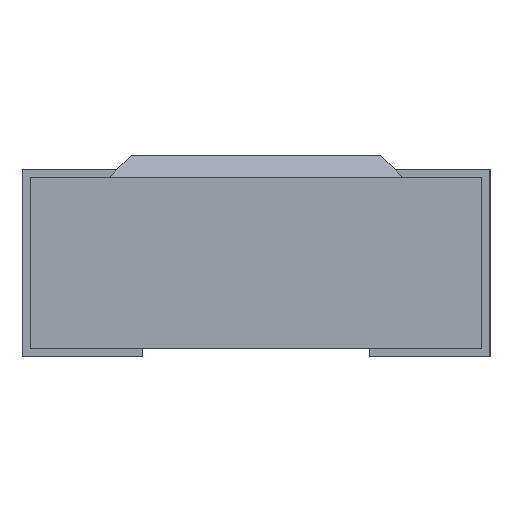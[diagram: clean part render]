
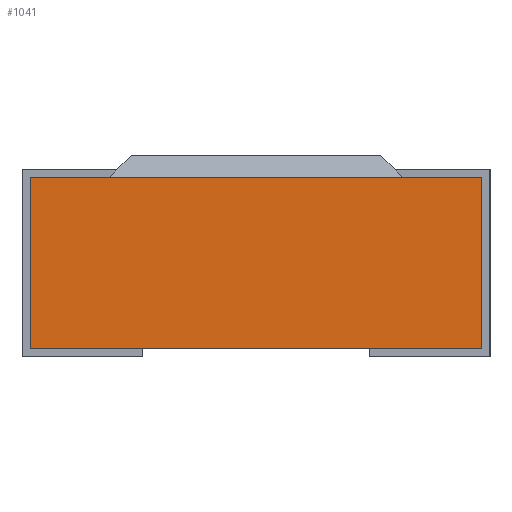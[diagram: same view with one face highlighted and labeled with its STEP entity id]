
A CAD part, left-side view. The second image highlights one B-rep face of the part: STEP entity #1041.
In plain terms, the highlighted planar face has unit normal (-1, 0, 0).
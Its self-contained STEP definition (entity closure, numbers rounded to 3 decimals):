
#1041=ADVANCED_FACE('',(#3369),#3371,.T.);
#3369=FACE_BOUND('',#3370,.T.);
#3370=EDGE_LOOP('',(#5167,#5168,#5169,#5170));
#3371=PLANE('',#3372);
#3372=AXIS2_PLACEMENT_3D('',#3373,#3374,#3375);
#3373=CARTESIAN_POINT('',(-0.475,0.005,0.03));
#3374=DIRECTION('',(-1.,0.,0.));
#3375=DIRECTION('',(0.,0.,1.));
#5167=ORIENTED_EDGE('',*,*,#6384,.T.);
#5168=ORIENTED_EDGE('',*,*,#6347,.T.);
#5169=ORIENTED_EDGE('',*,*,#6385,.F.);
#5170=ORIENTED_EDGE('',*,*,#6283,.F.);
#6283=EDGE_CURVE('',#7142,#7144,#7145,.T.);
#6347=EDGE_CURVE('',#7272,#7270,#7273,.T.);
#6384=EDGE_CURVE('',#7142,#7272,#7312,.T.);
#6385=EDGE_CURVE('',#7144,#7270,#7313,.T.);
#7142=VERTEX_POINT('',#8806);
#7144=VERTEX_POINT('',#8810);
#7145=LINE('',#8811,#8812);
#7270=VERTEX_POINT('',#9091);
#7272=VERTEX_POINT('',#9095);
#7273=LINE('',#9096,#9097);
#7312=LINE('',#9210,#9211);
#7313=LINE('',#9213,#9214);
#8806=CARTESIAN_POINT('',(-0.475,0.005,0.03));
#8810=CARTESIAN_POINT('',(-0.475,1.695,0.03));
#8811=CARTESIAN_POINT('',(-0.475,0.005,0.03));
#8812=VECTOR('',#8813,1.);
#8813=DIRECTION('',(0.,1.,0.));
#9091=CARTESIAN_POINT('',(-0.475,1.695,0.67));
#9095=CARTESIAN_POINT('',(-0.475,0.005,0.67));
#9096=CARTESIAN_POINT('',(-0.475,0.005,0.67));
#9097=VECTOR('',#9098,1.);
#9098=DIRECTION('',(0.,1.,0.));
#9210=CARTESIAN_POINT('',(-0.475,0.005,0.03));
#9211=VECTOR('',#9212,1.);
#9212=DIRECTION('',(0.,0.,1.));
#9213=CARTESIAN_POINT('',(-0.475,1.695,0.03));
#9214=VECTOR('',#9215,1.);
#9215=DIRECTION('',(0.,0.,1.));
